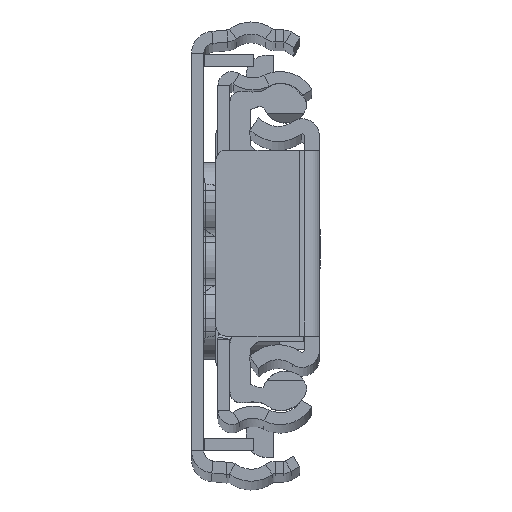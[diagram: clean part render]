
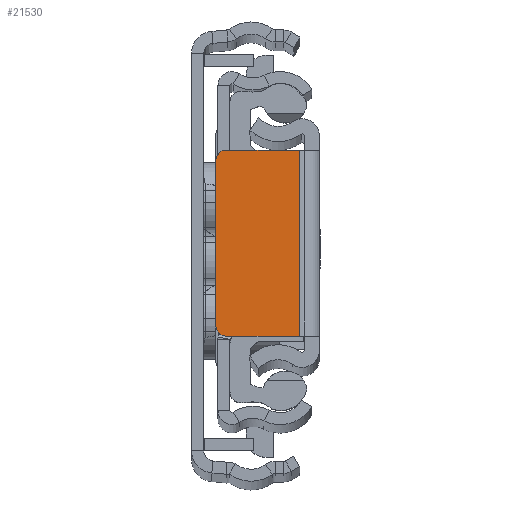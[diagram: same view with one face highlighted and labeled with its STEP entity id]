
A CAD part, top view. The second image highlights one B-rep face of the part: STEP entity #21530.
In plain terms, the highlighted planar face has unit normal (0, 0, 1).
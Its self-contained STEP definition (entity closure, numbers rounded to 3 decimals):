
#229 = EDGE_CURVE ( 'NONE', #6532, #4697, #4793, .T. ) ;
#573 = VERTEX_POINT ( 'NONE', #15490 ) ;
#1484 = DIRECTION ( 'NONE',  ( -1., 0., 0. ) ) ;
#3192 = LINE ( 'NONE', #20614, #17097 ) ;
#3206 = ORIENTED_EDGE ( 'NONE', *, *, #229, .T. ) ;
#3460 = DIRECTION ( 'NONE',  ( 0., 0., 1. ) ) ;
#3829 = DIRECTION ( 'NONE',  ( 0., 0., -1. ) ) ;
#4601 = CIRCLE ( 'NONE', #10428, 1. ) ;
#4647 = LINE ( 'NONE', #14989, #12561 ) ;
#4697 = VERTEX_POINT ( 'NONE', #21116 ) ;
#4793 = CIRCLE ( 'NONE', #15322, 1. ) ;
#6077 = LINE ( 'NONE', #19393, #20366 ) ;
#6151 = CARTESIAN_POINT ( 'NONE',  ( 0., -9.25, 0. ) ) ;
#6169 = VERTEX_POINT ( 'NONE', #11976 ) ;
#6289 = VERTEX_POINT ( 'NONE', #12421 ) ;
#6532 = VERTEX_POINT ( 'NONE', #16979 ) ;
#6856 = ORIENTED_EDGE ( 'NONE', *, *, #19923, .T. ) ;
#6876 = DIRECTION ( 'NONE',  ( -1., 0., 0. ) ) ;
#7719 = DIRECTION ( 'NONE',  ( 0., -1., 0. ) ) ;
#8033 = EDGE_CURVE ( 'NONE', #6169, #6289, #3192, .T. ) ;
#8369 = EDGE_CURVE ( 'NONE', #6169, #573, #6077, .T. ) ;
#8413 = ORIENTED_EDGE ( 'NONE', *, *, #17481, .T. ) ;
#8701 = CARTESIAN_POINT ( 'NONE',  ( -9.3, -8.25, 0. ) ) ;
#8736 = PLANE ( 'NONE',  #21661 ) ;
#9104 = CARTESIAN_POINT ( 'NONE',  ( -9.3, 8.25, 0. ) ) ;
#9447 = DIRECTION ( 'NONE',  ( 1., 0., 0. ) ) ;
#10312 = ORIENTED_EDGE ( 'NONE', *, *, #8369, .F. ) ;
#10428 = AXIS2_PLACEMENT_3D ( 'NONE', #9104, #10709, #15723 ) ;
#10709 = DIRECTION ( 'NONE',  ( 0., 0., 1. ) ) ;
#10750 = DIRECTION ( 'NONE',  ( 0., -1., 0. ) ) ;
#10866 = DIRECTION ( 'NONE',  ( -1., 0., 0. ) ) ;
#11976 = CARTESIAN_POINT ( 'NONE',  ( -2., 9.25, 0. ) ) ;
#12421 = CARTESIAN_POINT ( 'NONE',  ( -9.3, 9.25, 0. ) ) ;
#12561 = VECTOR ( 'NONE', #7719, 1000. ) ;
#13607 = ORIENTED_EDGE ( 'NONE', *, *, #18824, .T. ) ;
#14643 = VECTOR ( 'NONE', #9447, 1000. ) ;
#14989 = CARTESIAN_POINT ( 'NONE',  ( -10.3, 0., 0. ) ) ;
#15322 = AXIS2_PLACEMENT_3D ( 'NONE', #8701, #3460, #6876 ) ;
#15490 = CARTESIAN_POINT ( 'NONE',  ( -2., -9.25, 0. ) ) ;
#15723 = DIRECTION ( 'NONE',  ( -1., 0., 0. ) ) ;
#16183 = VERTEX_POINT ( 'NONE', #20272 ) ;
#16276 = LINE ( 'NONE', #6151, #14643 ) ;
#16979 = CARTESIAN_POINT ( 'NONE',  ( -10.3, -8.25, 0. ) ) ;
#17097 = VECTOR ( 'NONE', #1484, 1000. ) ;
#17274 = ORIENTED_EDGE ( 'NONE', *, *, #8033, .T. ) ;
#17481 = EDGE_CURVE ( 'NONE', #4697, #573, #16276, .T. ) ;
#17489 = FACE_OUTER_BOUND ( 'NONE', #19113, .T. ) ;
#18824 = EDGE_CURVE ( 'NONE', #16183, #6532, #4647, .T. ) ;
#19113 = EDGE_LOOP ( 'NONE', ( #13607, #3206, #8413, #10312, #17274, #6856 ) ) ;
#19393 = CARTESIAN_POINT ( 'NONE',  ( -2., -9.25, 0. ) ) ;
#19517 = CARTESIAN_POINT ( 'NONE',  ( 0., 0., 0. ) ) ;
#19923 = EDGE_CURVE ( 'NONE', #6289, #16183, #4601, .T. ) ;
#20272 = CARTESIAN_POINT ( 'NONE',  ( -10.3, 8.25, 0. ) ) ;
#20366 = VECTOR ( 'NONE', #10750, 1000. ) ;
#20614 = CARTESIAN_POINT ( 'NONE',  ( 0., 9.25, 0. ) ) ;
#21116 = CARTESIAN_POINT ( 'NONE',  ( -9.3, -9.25, 0. ) ) ;
#21530 = ADVANCED_FACE ( 'NONE', ( #17489 ), #8736, .F. ) ;
#21661 = AXIS2_PLACEMENT_3D ( 'NONE', #19517, #3829, #10866 ) ;
